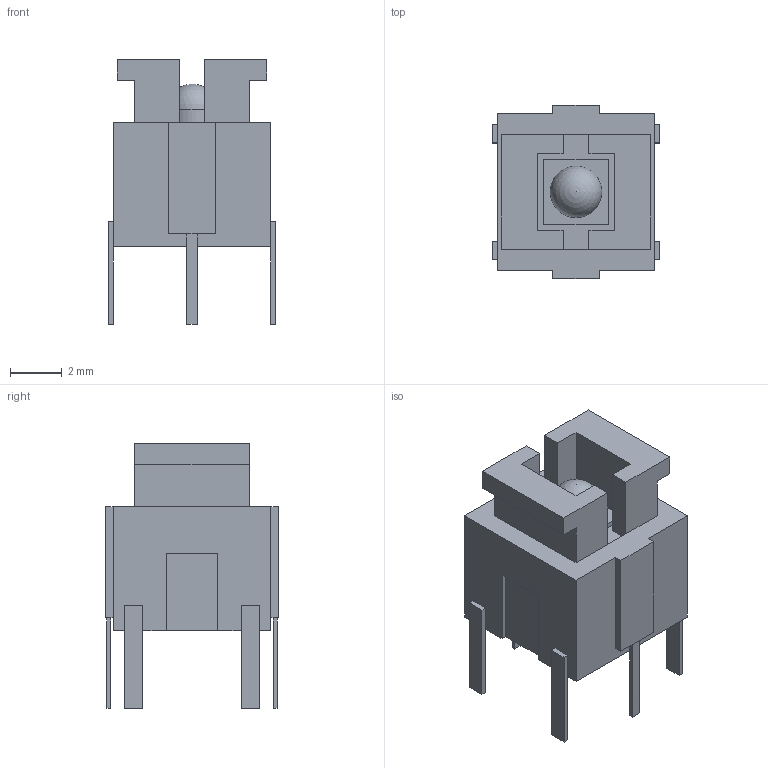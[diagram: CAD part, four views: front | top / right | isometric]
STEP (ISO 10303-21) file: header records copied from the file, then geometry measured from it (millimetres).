
FILE_DESCRIPTION( ( 'Unknown' ), '1' );
FILE_NAME( 'SW_PUSH_LED_6mm.step', 'Unknown', ( 'Unknown' ), ( 'Unknown' ), 'PSStep 15.0.49', 'Unknown', ' ' );
FILE_SCHEMA( ( 'AUTOMOTIVE_DESIGN { 1 0 10303 214 1 1 1 1 }' ) );
Length unit declared in the file: millimetre
Products named in the file (1): 1
Bounding box: 6.5 x 6.7 x 10.25 mm (x, y, z)
Volume: 214.1 mm3; surface area: 329 mm2
Topology: 1 solids, 1 shells, 88 faces, 234 edges, 152 vertices
Faces by surface type: plane 86, sphere 1, cylinder 1
Full cylindrical faces by diameter (mm): 2 x1
Entity records: 3360 total; most frequent: CARTESIAN_POINT 470, ORIENTED_EDGE 460, DIRECTION 410, EDGE_CURVE 230, LINE 228, VECTOR 228, VERTEX_POINT 151, EDGE_LOOP 94
